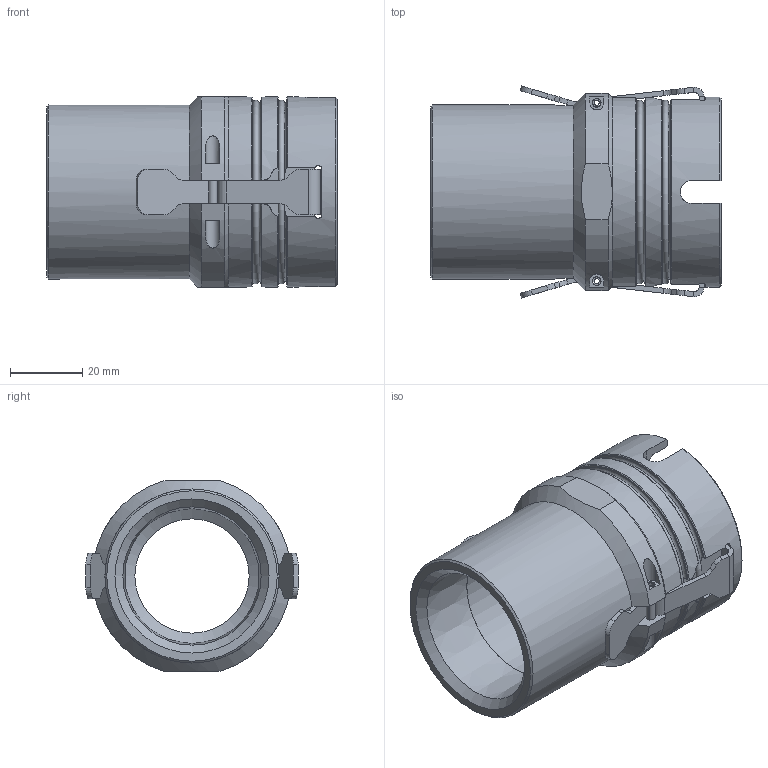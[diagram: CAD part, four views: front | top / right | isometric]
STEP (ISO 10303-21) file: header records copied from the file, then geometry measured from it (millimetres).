
FILE_DESCRIPTION(/* description */ ('VDA 16 CONNECTOR'),/* implementation_level */ '2;1');
FILE_NAME(/* name */ 'VDA032201_CAD.stp',/* time_stamp */ '2021-12-01T13:20:30-06:00',/* author */ ('scott.gulden'),/* organization */ ('FASTEST'),/* preprocessor_version */ 'ST-DEVELOPER v17.2',/* originating_system */ 'Autodesk Inventor 2019',/* authorisation */ 'JKC');
FILE_SCHEMA (('AUTOMOTIVE_DESIGN { 1 0 10303 214 3 1 1 }'));
Length unit declared in the file: inch
Products named in the file (5): VDA032201_CAD; 5VDA03205201_CAD; 1032U70; RP0940625; 5VDA01603
Assembly tree (7 placements, depth 2):
  VDA032201_CAD
    5VDA03205201_CAD
    1032U70  x2
    RP0940625  x2
    5VDA01603  x2
Bounding box: 80.57 x 58.77 x 52.78 mm (x, y, z)
Volume: 63882.1 mm3; surface area: 32061.1 mm2
Topology: 7 solids, 7 shells, 268 faces, 724 edges, 478 vertices
Faces by surface type: plane 129, cylinder 95, cone 27, torus 9, bspline 8
Full cylindrical faces by diameter (mm): 2.381 x4, 31.648 x1, 37.313 x1, 38.608 x3, 42.621 x1, 43.002 x1, 48.209 x1, 52.781 x1
Entity records: 7855 total; most frequent: CARTESIAN_POINT 2304, ORIENTED_EDGE 1154, DIRECTION 1102, EDGE_CURVE 577, AXIS2_PLACEMENT_3D 417, VERTEX_POINT 379, LINE 268, VECTOR 268
